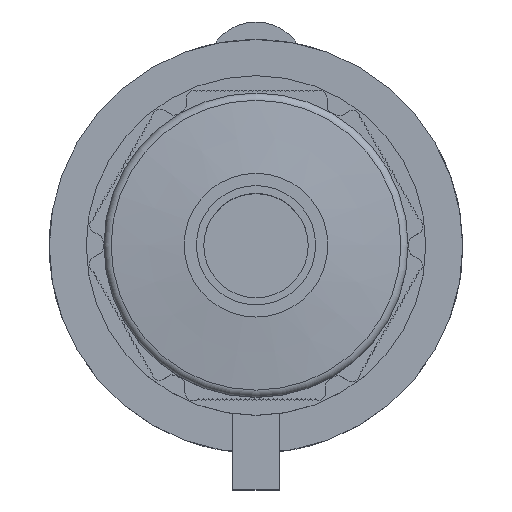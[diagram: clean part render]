
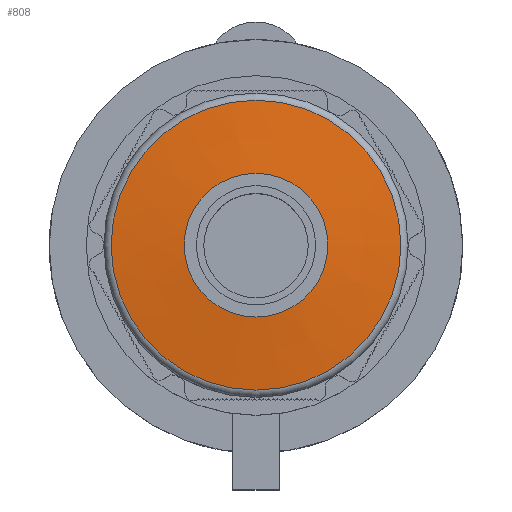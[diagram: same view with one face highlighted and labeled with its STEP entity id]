
A CAD part, top view. The second image highlights one B-rep face of the part: STEP entity #808.
In plain terms, the highlighted conical face has half-angle 84.289 degrees and reference radius 18.95 mm.
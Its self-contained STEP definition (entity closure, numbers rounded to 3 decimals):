
#176=CONICAL_SURFACE('',#10180,18.95,84.289);
#246=FACE_BOUND('',#2228,.T.);
#247=FACE_BOUND('',#2229,.T.);
#359=CIRCLE('',#9853,8.95);
#365=CIRCLE('',#10179,18.05);
#808=ADVANCED_FACE('',(#246,#247),#176,.T.);
#2228=EDGE_LOOP('',(#4529));
#2229=EDGE_LOOP('',(#4530));
#4529=ORIENTED_EDGE('',*,*,#7072,.T.);
#4530=ORIENTED_EDGE('',*,*,#6444,.F.);
#5496=VERTEX_POINT('',#13737);
#5810=VERTEX_POINT('',#14999);
#6444=EDGE_CURVE('',#5496,#5496,#359,.T.);
#7072=EDGE_CURVE('',#5810,#5810,#365,.T.);
#9853=AXIS2_PLACEMENT_3D('',#13736,#10957,#10958);
#10179=AXIS2_PLACEMENT_3D('',#14998,#12231,#12232);
#10180=AXIS2_PLACEMENT_3D('',#15000,#12233,#12234);
#10957=DIRECTION('',(0.,0.,1.));
#10958=DIRECTION('',(1.,0.,0.));
#12231=DIRECTION('',(0.,0.,1.));
#12232=DIRECTION('',(1.,0.,0.));
#12233=DIRECTION('',(0.,0.,-1.));
#12234=DIRECTION('',(-1.,0.,0.));
#13736=CARTESIAN_POINT('',(0.,0.,126.3));
#13737=CARTESIAN_POINT('',(8.95,0.,126.3));
#14998=CARTESIAN_POINT('',(0.,0.,125.39));
#14999=CARTESIAN_POINT('',(18.05,0.,125.39));
#15000=CARTESIAN_POINT('',(0.,0.,125.3));
